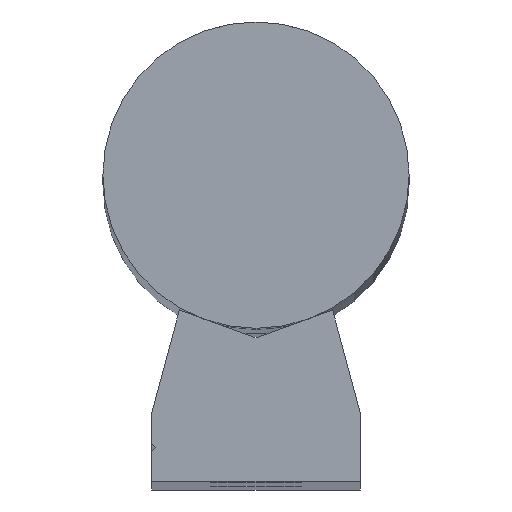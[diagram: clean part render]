
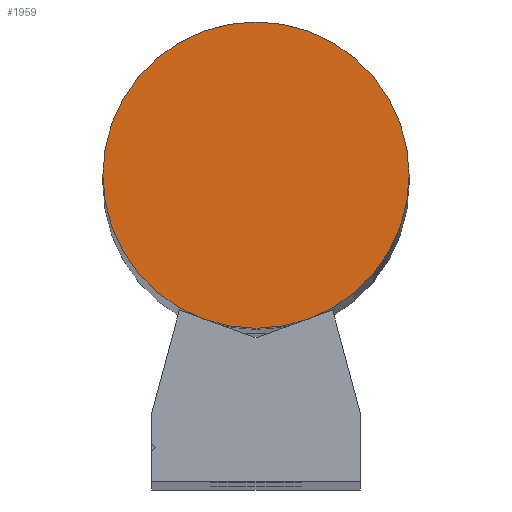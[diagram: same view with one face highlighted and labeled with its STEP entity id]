
A CAD part, top view. The second image highlights one B-rep face of the part: STEP entity #1959.
In plain terms, the highlighted planar face has unit normal (0, 0, 1).
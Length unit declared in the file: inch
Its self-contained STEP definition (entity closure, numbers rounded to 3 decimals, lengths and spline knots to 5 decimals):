
#25 = FACE_OUTER_BOUND ( 'NONE', #611, .T. ) ;
#78 = DIRECTION ( 'NONE',  ( 1., 0., 0. ) ) ;
#112 = CARTESIAN_POINT ( 'NONE',  ( 0., 0.75, 0. ) ) ;
#285 = CARTESIAN_POINT ( 'NONE',  ( 0.375, 0.75, 0. ) ) ;
#310 = CARTESIAN_POINT ( 'NONE',  ( 0., 0.75, 0. ) ) ;
#595 = AXIS2_PLACEMENT_3D ( 'NONE', #1667, #1697, #1204 ) ;
#611 = EDGE_LOOP ( 'NONE', ( #992, #739 ) ) ;
#739 = ORIENTED_EDGE ( 'NONE', *, *, #947, .T. ) ;
#947 = EDGE_CURVE ( 'NONE', #1463, #1287, #1544, .T. ) ;
#992 = ORIENTED_EDGE ( 'NONE', *, *, #1090, .T. ) ;
#1062 = AXIS2_PLACEMENT_3D ( 'NONE', #112, #1678, #78 ) ;
#1090 = EDGE_CURVE ( 'NONE', #1287, #1463, #1481, .T. ) ;
#1204 = DIRECTION ( 'NONE',  ( 1., 0., 0. ) ) ;
#1263 = DIRECTION ( 'NONE',  ( 0., 0., 1. ) ) ;
#1287 = VERTEX_POINT ( 'NONE', #285 ) ;
#1463 = VERTEX_POINT ( 'NONE', #1767 ) ;
#1481 = CIRCLE ( 'NONE', #1640, 0.375 ) ;
#1544 = CIRCLE ( 'NONE', #595, 0.375 ) ;
#1552 = PLANE ( 'NONE',  #1062 ) ;
#1640 = AXIS2_PLACEMENT_3D ( 'NONE', #310, #1263, #2020 ) ;
#1667 = CARTESIAN_POINT ( 'NONE',  ( 0., 0.75, 0. ) ) ;
#1678 = DIRECTION ( 'NONE',  ( 0., 0., 1. ) ) ;
#1697 = DIRECTION ( 'NONE',  ( 0., 0., 1. ) ) ;
#1767 = CARTESIAN_POINT ( 'NONE',  ( -0.375, 0.75, 0. ) ) ;
#1959 = ADVANCED_FACE ( 'NONE', ( #25 ), #1552, .T. ) ;
#2020 = DIRECTION ( 'NONE',  ( 1., 0., 0. ) ) ;
